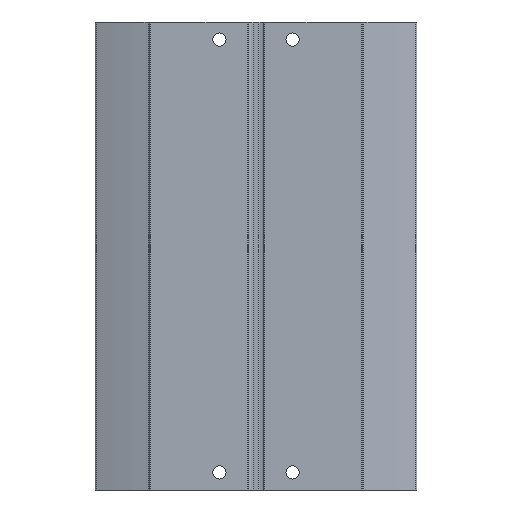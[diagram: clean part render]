
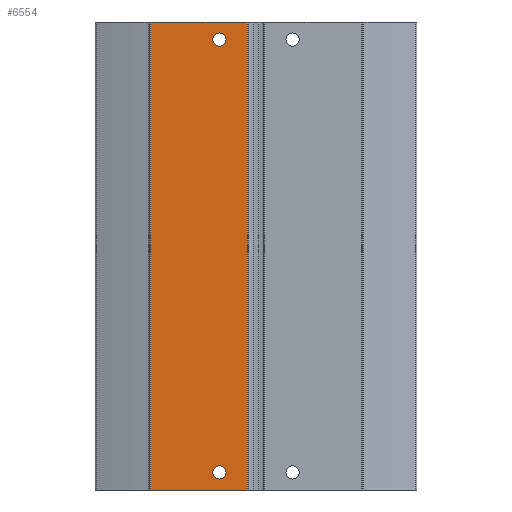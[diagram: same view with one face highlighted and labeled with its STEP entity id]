
A CAD part, front view. The second image highlights one B-rep face of the part: STEP entity #6554.
In plain terms, the highlighted planar face has unit normal (0, -1, 0).
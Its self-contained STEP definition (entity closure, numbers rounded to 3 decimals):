
#289=PLANE('',#7076);
#524=CIRCLE('',#7077,2.25);
#525=CIRCLE('',#7078,2.25);
#988=ORIENTED_EDGE('',*,*,#2668,.F.);
#989=ORIENTED_EDGE('',*,*,#2669,.F.);
#990=ORIENTED_EDGE('',*,*,#2670,.F.);
#991=ORIENTED_EDGE('',*,*,#2667,.F.);
#992=ORIENTED_EDGE('',*,*,#2671,.T.);
#993=ORIENTED_EDGE('',*,*,#2672,.T.);
#2667=EDGE_CURVE('',#3504,#3503,#4106,.T.);
#2668=EDGE_CURVE('',#3505,#3505,#524,.T.);
#2669=EDGE_CURVE('',#3506,#3506,#525,.T.);
#2670=EDGE_CURVE('',#3503,#3507,#4107,.T.);
#2671=EDGE_CURVE('',#3504,#3508,#4108,.T.);
#2672=EDGE_CURVE('',#3508,#3507,#4109,.T.);
#3503=VERTEX_POINT('',#10447);
#3504=VERTEX_POINT('',#10449);
#3505=VERTEX_POINT('',#10453);
#3506=VERTEX_POINT('',#10455);
#3507=VERTEX_POINT('',#10457);
#3508=VERTEX_POINT('',#10459);
#4106=LINE('',#10450,#4557);
#4107=LINE('',#10456,#4558);
#4108=LINE('',#10458,#4559);
#4109=LINE('',#10460,#4560);
#4557=VECTOR('',#7954,1000.);
#4558=VECTOR('',#7961,1000.);
#4559=VECTOR('',#7962,1000.);
#4560=VECTOR('',#7963,1000.);
#5020=EDGE_LOOP('',(#988));
#5021=EDGE_LOOP('',(#989));
#5022=EDGE_LOOP('',(#990,#991,#992,#993));
#5737=FACE_BOUND('',#5020,.T.);
#5738=FACE_BOUND('',#5021,.T.);
#5739=FACE_BOUND('',#5022,.T.);
#6554=ADVANCED_FACE('',(#5737,#5738,#5739),#289,.T.);
#7076=AXIS2_PLACEMENT_3D('',#10451,#7955,#7956);
#7077=AXIS2_PLACEMENT_3D('',#10452,#7957,#7958);
#7078=AXIS2_PLACEMENT_3D('',#10454,#7959,#7960);
#7954=DIRECTION('',(0.,0.,1.));
#7955=DIRECTION('',(0.,-1.,0.));
#7956=DIRECTION('',(0.,0.,-1.));
#7957=DIRECTION('',(0.,-1.,0.));
#7958=DIRECTION('',(0.,0.,-1.));
#7959=DIRECTION('',(0.,-1.,0.));
#7960=DIRECTION('',(0.,0.,-1.));
#7961=DIRECTION('',(1.,0.,0.));
#7962=DIRECTION('',(1.,0.,0.));
#7963=DIRECTION('',(0.,0.,1.));
#10447=CARTESIAN_POINT('',(-36.,0.,0.));
#10449=CARTESIAN_POINT('',(-36.,0.,-160.));
#10450=CARTESIAN_POINT('',(-36.,0.,-160.));
#10451=CARTESIAN_POINT('',(-36.,0.,-160.));
#10452=CARTESIAN_POINT('',(-12.5,0.,-154.));
#10453=CARTESIAN_POINT('',(-12.5,0.,-156.25));
#10454=CARTESIAN_POINT('',(-12.5,0.,-6.));
#10455=CARTESIAN_POINT('',(-12.5,0.,-8.25));
#10456=CARTESIAN_POINT('',(-36.,0.,0.));
#10457=CARTESIAN_POINT('',(-3.,0.,0.));
#10458=CARTESIAN_POINT('',(-36.,0.,-160.));
#10459=CARTESIAN_POINT('',(-3.,0.,-160.));
#10460=CARTESIAN_POINT('',(-3.,0.,-160.));
